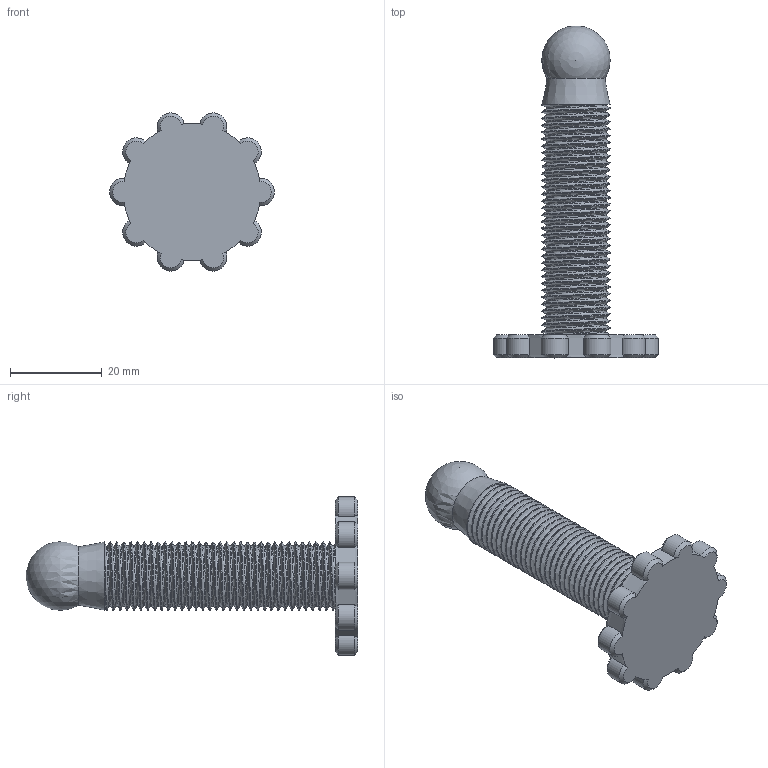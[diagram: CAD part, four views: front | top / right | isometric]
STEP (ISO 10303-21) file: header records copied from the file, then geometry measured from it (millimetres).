
FILE_DESCRIPTION(/* description */ (''),/* implementation_level */ '2;1');
FILE_NAME(/* name */ 'Screw.step',/* time_stamp */ '2025-12-04T16:56:01-07:00',/* author */ (''),/* organization */ (''),/* preprocessor_version */ 'ST-DEVELOPER v20.1',/* originating_system */ 'Autodesk Translation Framework v14.21.0.0',/* authorisation */ '');
FILE_SCHEMA (('AUTOMOTIVE_DESIGN { 1 0 10303 214 3 1 1 }'));
Length unit declared in the file: millimetre
Products named in the file (1): Untitled
Bounding box: 36 x 72.45 x 34.53 mm (x, y, z)
Volume: 14302.7 mm3; surface area: 6627 mm2
Topology: 1 solids, 1 shells, 116 faces, 340 edges, 226 vertices
Faces by surface type: cylinder 89, cone 21, plane 3, bspline 2, sphere 1
Full cylindrical faces by diameter (mm): 13.137 x32, 14.85 x33
Entity records: 11303 total; most frequent: CARTESIAN_POINT 8495, ORIENTED_EDGE 676, DIRECTION 454, EDGE_CURVE 338, VERTEX_POINT 226, AXIS2_PLACEMENT_3D 183, B_SPLINE_CURVE_WITH_KNOTS 182, EDGE_LOOP 118
